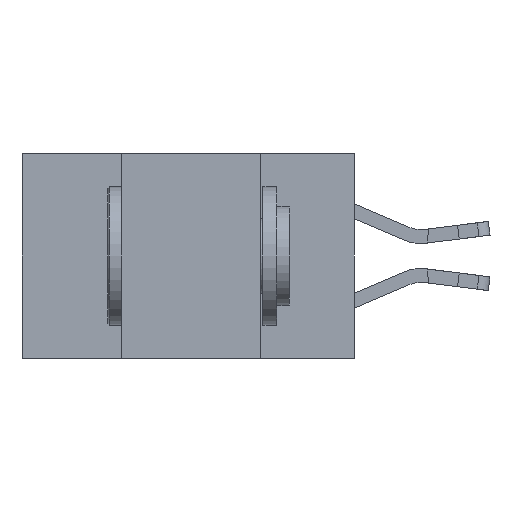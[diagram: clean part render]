
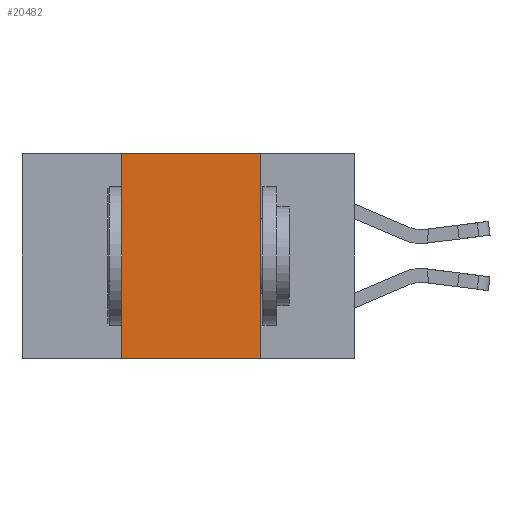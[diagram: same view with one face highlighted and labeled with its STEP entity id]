
A CAD part, left-side view. The second image highlights one B-rep face of the part: STEP entity #20482.
In plain terms, the highlighted planar face has unit normal (-1, 0, 0).
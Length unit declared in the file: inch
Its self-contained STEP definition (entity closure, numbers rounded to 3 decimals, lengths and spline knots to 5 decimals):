
#163 = LINE ( 'NONE', #12370, #13959 ) ;
#402 = CARTESIAN_POINT ( 'NONE',  ( 0., 0.42, -0.37 ) ) ;
#3318 = CARTESIAN_POINT ( 'NONE',  ( 0., 0.17, -0.37 ) ) ;
#3801 = LINE ( 'NONE', #5622, #20562 ) ;
#5591 = VECTOR ( 'NONE', #7384, 39.37008 ) ;
#5622 = CARTESIAN_POINT ( 'NONE',  ( 0., 0.6, 0. ) ) ;
#7384 = DIRECTION ( 'NONE',  ( 0., 0., 1. ) ) ;
#7386 = ORIENTED_EDGE ( 'NONE', *, *, #15775, .F. ) ;
#8052 = DIRECTION ( 'NONE',  ( 0., 0., -1. ) ) ;
#8354 = ORIENTED_EDGE ( 'NONE', *, *, #18763, .F. ) ;
#8435 = CARTESIAN_POINT ( 'NONE',  ( 0., 0.6, 0. ) ) ;
#8618 = EDGE_LOOP ( 'NONE', ( #19222, #8354, #7386, #20882 ) ) ;
#8633 = AXIS2_PLACEMENT_3D ( 'NONE', #8435, #22442, #20381 ) ;
#9413 = VERTEX_POINT ( 'NONE', #13608 ) ;
#10830 = CARTESIAN_POINT ( 'NONE',  ( 0., 0.17, -0.37 ) ) ;
#10905 = VERTEX_POINT ( 'NONE', #12694 ) ;
#11327 = EDGE_CURVE ( 'NONE', #10905, #11524, #163, .T. ) ;
#11524 = VERTEX_POINT ( 'NONE', #3318 ) ;
#12370 = CARTESIAN_POINT ( 'NONE',  ( 0., 0.6, -0.37 ) ) ;
#12694 = CARTESIAN_POINT ( 'NONE',  ( 0., 0.42, -0.37 ) ) ;
#13344 = VERTEX_POINT ( 'NONE', #19088 ) ;
#13608 = CARTESIAN_POINT ( 'NONE',  ( 0., 0.42, 0. ) ) ;
#13959 = VECTOR ( 'NONE', #19292, 39.37008 ) ;
#14914 = EDGE_CURVE ( 'NONE', #13344, #11524, #15096, .T. ) ;
#15096 = LINE ( 'NONE', #10830, #16897 ) ;
#15775 = EDGE_CURVE ( 'NONE', #10905, #9413, #16002, .T. ) ;
#16002 = LINE ( 'NONE', #402, #5591 ) ;
#16897 = VECTOR ( 'NONE', #8052, 39.37008 ) ;
#17178 = FACE_OUTER_BOUND ( 'NONE', #8618, .T. ) ;
#17302 = PLANE ( 'NONE',  #8633 ) ;
#18763 = EDGE_CURVE ( 'NONE', #9413, #13344, #3801, .T. ) ;
#19088 = CARTESIAN_POINT ( 'NONE',  ( 0., 0.17, 0. ) ) ;
#19151 = DIRECTION ( 'NONE',  ( 0., -1., 0. ) ) ;
#19222 = ORIENTED_EDGE ( 'NONE', *, *, #14914, .F. ) ;
#19292 = DIRECTION ( 'NONE',  ( 0., -1., 0. ) ) ;
#20381 = DIRECTION ( 'NONE',  ( 0., 0., -1. ) ) ;
#20482 = ADVANCED_FACE ( 'NONE', ( #17178 ), #17302, .F. ) ;
#20562 = VECTOR ( 'NONE', #19151, 39.37008 ) ;
#20882 = ORIENTED_EDGE ( 'NONE', *, *, #11327, .T. ) ;
#22442 = DIRECTION ( 'NONE',  ( 1., 0., 0. ) ) ;
